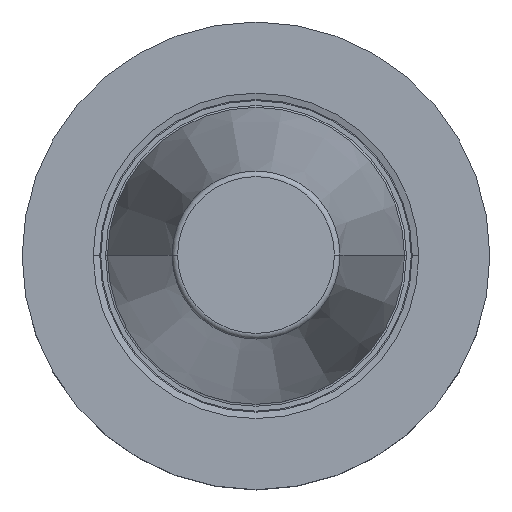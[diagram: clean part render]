
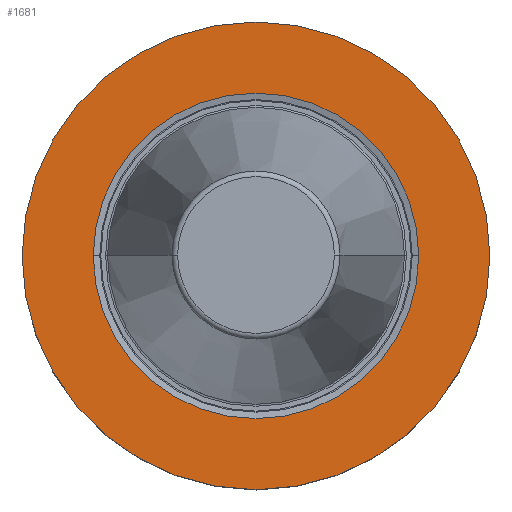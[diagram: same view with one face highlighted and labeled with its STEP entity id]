
A CAD part, top view. The second image highlights one B-rep face of the part: STEP entity #1681.
In plain terms, the highlighted planar face has unit normal (0, 0, 1).
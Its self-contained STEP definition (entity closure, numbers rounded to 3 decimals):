
#114=CARTESIAN_POINT('',(0.,0.,-3.2));
#115=DIRECTION('',(0.,0.,1.));
#116=DIRECTION('',(1.,0.,0.));
#117=AXIS2_PLACEMENT_3D('',#114,#115,#116);
#122=CARTESIAN_POINT('',(0.,0.,-3.2));
#123=DIRECTION('',(0.,0.,-1.));
#124=DIRECTION('',(1.,0.,0.));
#125=AXIS2_PLACEMENT_3D('',#122,#123,#124);
#130=CARTESIAN_POINT('',(0.,0.,-3.2));
#131=DIRECTION('',(0.,0.,1.));
#132=DIRECTION('',(1.,0.,0.));
#133=AXIS2_PLACEMENT_3D('',#130,#131,#132);
#138=CARTESIAN_POINT('',(0.,0.,-3.2));
#139=DIRECTION('',(0.,0.,1.));
#140=DIRECTION('',(-1.,0.,0.));
#141=AXIS2_PLACEMENT_3D('',#138,#139,#140);
#1486=CARTESIAN_POINT('',(25.,0.,-3.2));
#1487=CARTESIAN_POINT('',(-25.,0.,-3.2));
#1488=VERTEX_POINT('',#1486);
#1489=VERTEX_POINT('',#1487);
#1552=CARTESIAN_POINT('',(17.396,0.,-3.2));
#1553=VERTEX_POINT('',#1552);
#1556=CARTESIAN_POINT('',(-17.396,0.,-3.2));
#1557=VERTEX_POINT('',#1556);
#1666=CARTESIAN_POINT('',(0.,0.,-3.2));
#1667=DIRECTION('',(0.,0.,-1.));
#1668=DIRECTION('',(-1.,0.,0.));
#1669=AXIS2_PLACEMENT_3D('',#1666,#1667,#1668);
#1670=PLANE('',#1669);
#1671=ORIENTED_EDGE('',*,*,#1646,.F.);
#1672=ORIENTED_EDGE('',*,*,#1587,.T.);
#1673=EDGE_LOOP('',(#1671,#1672));
#1674=FACE_OUTER_BOUND('',#1673,.F.);
#1676=ORIENTED_EDGE('',*,*,#1675,.T.);
#1678=ORIENTED_EDGE('',*,*,#1677,.T.);
#1679=EDGE_LOOP('',(#1676,#1678));
#1680=FACE_BOUND('',#1679,.F.);
#118=CIRCLE('',#117,25.);
#126=CIRCLE('',#125,25.);
#134=CIRCLE('',#133,17.396);
#142=CIRCLE('',#141,17.396);
#1587=EDGE_CURVE('',#1488,#1489,#126,.T.);
#1646=EDGE_CURVE('',#1488,#1489,#118,.T.);
#1675=EDGE_CURVE('',#1553,#1557,#134,.T.);
#1677=EDGE_CURVE('',#1557,#1553,#142,.T.);
#1681=ADVANCED_FACE('',(#1674,#1680),#1670,.F.);
